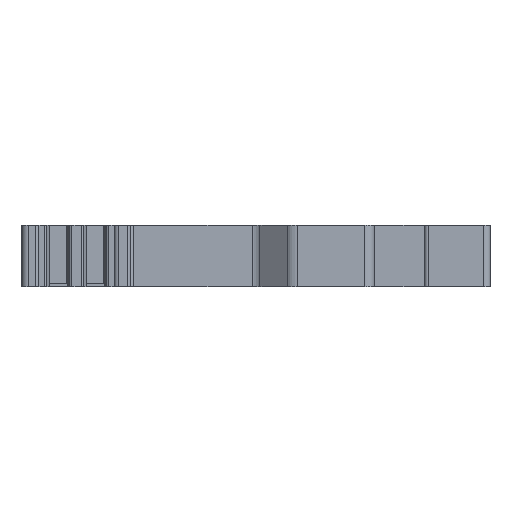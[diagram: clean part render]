
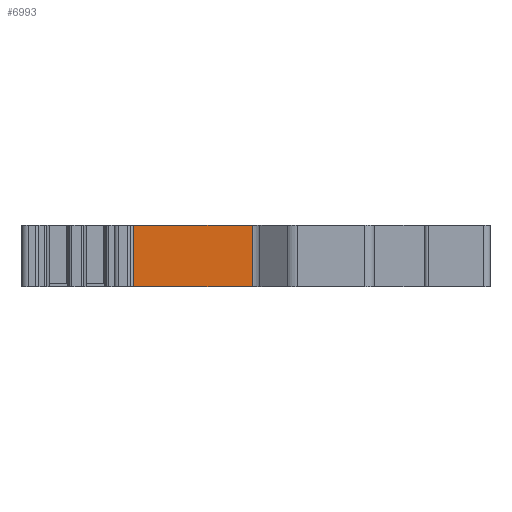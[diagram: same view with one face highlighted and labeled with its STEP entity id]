
A CAD part, left-side view. The second image highlights one B-rep face of the part: STEP entity #6993.
In plain terms, the highlighted planar face has unit normal (-1, 0, 0).
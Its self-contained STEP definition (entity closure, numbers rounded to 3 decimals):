
#192=DIRECTION('',(0.,1.,0.));
#193=VECTOR('',#192,9.758);
#194=CARTESIAN_POINT('',(-42.6,12.76,0.));
#195=LINE('',#194,#193);
#1007=DIRECTION('',(0.,1.,0.));
#1008=VECTOR('',#1007,9.758);
#1009=CARTESIAN_POINT('',(-42.6,12.76,-5.1));
#1010=LINE('',#1009,#1008);
#2571=DIRECTION('',(0.,0.,1.));
#2572=VECTOR('',#2571,5.1);
#2573=CARTESIAN_POINT('',(-42.6,22.518,-5.1));
#2574=LINE('',#2573,#2572);
#2575=DIRECTION('',(0.,0.,-1.));
#2576=VECTOR('',#2575,5.1);
#2577=CARTESIAN_POINT('',(-42.6,12.76,0.));
#2578=LINE('',#2577,#2576);
#2907=CARTESIAN_POINT('',(-42.6,12.76,0.));
#2909=VERTEX_POINT('',#2907);
#2911=CARTESIAN_POINT('',(-42.6,12.76,-5.1));
#2913=VERTEX_POINT('',#2911);
#3532=CARTESIAN_POINT('',(-42.6,22.518,-5.1));
#3533=CARTESIAN_POINT('',(-42.6,22.518,0.));
#3534=VERTEX_POINT('',#3532);
#3535=VERTEX_POINT('',#3533);
#6981=CARTESIAN_POINT('',(-42.6,12.76,0.));
#6982=DIRECTION('',(1.,0.,0.));
#6983=DIRECTION('',(0.,1.,0.));
#6984=AXIS2_PLACEMENT_3D('',#6981,#6982,#6983);
#6985=PLANE('',#6984);
#6986=ORIENTED_EDGE('',*,*,#6973,.T.);
#6987=ORIENTED_EDGE('',*,*,#3899,.F.);
#6989=ORIENTED_EDGE('',*,*,#6988,.T.);
#6990=ORIENTED_EDGE('',*,*,#4337,.T.);
#6991=EDGE_LOOP('',(#6986,#6987,#6989,#6990));
#6992=FACE_OUTER_BOUND('',#6991,.F.);
#6993=ADVANCED_FACE('',(#6992),#6985,.F.);
#3899=EDGE_CURVE('',#2909,#3535,#195,.T.);
#4337=EDGE_CURVE('',#2913,#3534,#1010,.T.);
#6973=EDGE_CURVE('',#3534,#3535,#2574,.T.);
#6988=EDGE_CURVE('',#2909,#2913,#2578,.T.);
